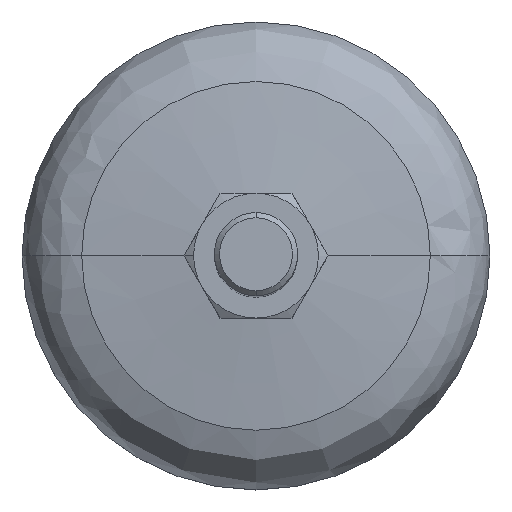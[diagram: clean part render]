
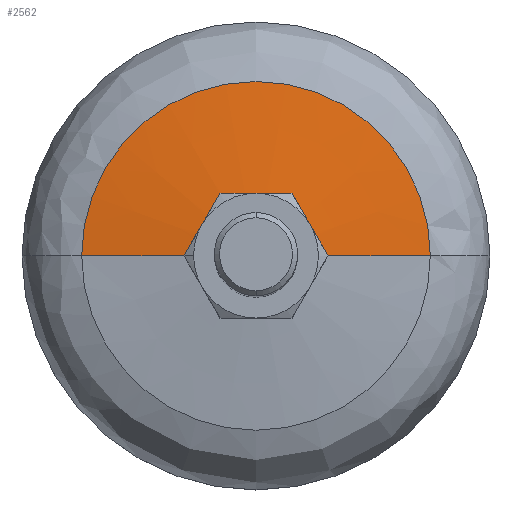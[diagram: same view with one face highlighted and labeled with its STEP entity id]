
A CAD part, top view. The second image highlights one B-rep face of the part: STEP entity #2562.
In plain terms, the highlighted conical face has half-angle 83.25 degrees and reference radius 33.528 mm.
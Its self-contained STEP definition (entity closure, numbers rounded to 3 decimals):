
#22 = DIRECTION ( 'NONE',  ( 0., 0., 1. ) ) ;
#48 = DIRECTION ( 'NONE',  ( -1., 0., 0. ) ) ;
#81 = EDGE_CURVE ( 'NONE', #2166, #2114, #1934, .T. ) ;
#208 = CARTESIAN_POINT ( 'NONE',  ( 0., 0., 21. ) ) ;
#259 = CARTESIAN_POINT ( 'NONE',  ( 0., 0., 21. ) ) ;
#261 = LINE ( 'NONE', #1670, #1580 ) ;
#272 = AXIS2_PLACEMENT_3D ( 'NONE', #2019, #1800, #347 ) ;
#282 = FACE_OUTER_BOUND ( 'NONE', #563, .T. ) ;
#293 = AXIS2_PLACEMENT_3D ( 'NONE', #1799, #1624, #2644 ) ;
#309 = ORIENTED_EDGE ( 'NONE', *, *, #610, .F. ) ;
#325 = AXIS2_PLACEMENT_3D ( 'NONE', #208, #22, #2300 ) ;
#347 = DIRECTION ( 'NONE',  ( -1., 0., 0. ) ) ;
#411 = DIRECTION ( 'NONE',  ( -0.993, 0., -0.118 ) ) ;
#438 = ORIENTED_EDGE ( 'NONE', *, *, #1234, .T. ) ;
#563 = EDGE_LOOP ( 'NONE', ( #309, #438, #1079, #1860, #1050, #2066 ) ) ;
#585 = VECTOR ( 'NONE', #2443, 1000. ) ;
#610 = EDGE_CURVE ( 'NONE', #777, #2114, #1613, .T. ) ;
#706 = CARTESIAN_POINT ( 'NONE',  ( 33.528, 0., 17.91 ) ) ;
#763 = VERTEX_POINT ( 'NONE', #1346 ) ;
#777 = VERTEX_POINT ( 'NONE', #2169 ) ;
#1050 = ORIENTED_EDGE ( 'NONE', *, *, #2658, .F. ) ;
#1079 = ORIENTED_EDGE ( 'NONE', *, *, #1265, .T. ) ;
#1132 = LINE ( 'NONE', #706, #585 ) ;
#1234 = EDGE_CURVE ( 'NONE', #777, #2035, #1132, .T. ) ;
#1253 = AXIS2_PLACEMENT_3D ( 'NONE', #259, #1512, #48 ) ;
#1265 = EDGE_CURVE ( 'NONE', #2035, #2013, #1439, .T. ) ;
#1346 = CARTESIAN_POINT ( 'NONE',  ( -7.42, 0., 21. ) ) ;
#1439 = CIRCLE ( 'NONE', #272, 33.528 ) ;
#1512 = DIRECTION ( 'NONE',  ( 0., 0., 1. ) ) ;
#1580 = VECTOR ( 'NONE', #411, 1000. ) ;
#1613 = CIRCLE ( 'NONE', #1253, 7.42 ) ;
#1624 = DIRECTION ( 'NONE',  ( 0., 0., -1. ) ) ;
#1670 = CARTESIAN_POINT ( 'NONE',  ( -33.528, 0., 17.91 ) ) ;
#1799 = CARTESIAN_POINT ( 'NONE',  ( 0., 0., 17.91 ) ) ;
#1800 = DIRECTION ( 'NONE',  ( 0., 0., 1. ) ) ;
#1809 = CIRCLE ( 'NONE', #325, 7.42 ) ;
#1860 = ORIENTED_EDGE ( 'NONE', *, *, #2697, .F. ) ;
#1934 = CIRCLE ( 'NONE', #2141, 7.42 ) ;
#2013 = VERTEX_POINT ( 'NONE', #2367 ) ;
#2019 = CARTESIAN_POINT ( 'NONE',  ( 0., 0., 17.91 ) ) ;
#2035 = VERTEX_POINT ( 'NONE', #2639 ) ;
#2066 = ORIENTED_EDGE ( 'NONE', *, *, #81, .T. ) ;
#2114 = VERTEX_POINT ( 'NONE', #2418 ) ;
#2141 = AXIS2_PLACEMENT_3D ( 'NONE', #2256, #2459, #2488 ) ;
#2166 = VERTEX_POINT ( 'NONE', #2444 ) ;
#2169 = CARTESIAN_POINT ( 'NONE',  ( 7.42, 0., 21. ) ) ;
#2256 = CARTESIAN_POINT ( 'NONE',  ( 0., 0., 21. ) ) ;
#2300 = DIRECTION ( 'NONE',  ( -1., 0., 0. ) ) ;
#2321 = CONICAL_SURFACE ( 'NONE', #293, 33.528, 1.453 ) ;
#2367 = CARTESIAN_POINT ( 'NONE',  ( -33.528, 0., 17.91 ) ) ;
#2418 = CARTESIAN_POINT ( 'NONE',  ( 3.578, 6.5, 21. ) ) ;
#2443 = DIRECTION ( 'NONE',  ( 0.993, 0., -0.118 ) ) ;
#2444 = CARTESIAN_POINT ( 'NONE',  ( -3.578, 6.5, 21. ) ) ;
#2459 = DIRECTION ( 'NONE',  ( 0., 0., -1. ) ) ;
#2488 = DIRECTION ( 'NONE',  ( -1., 0., 0. ) ) ;
#2562 = ADVANCED_FACE ( 'NONE', ( #282 ), #2321, .T. ) ;
#2639 = CARTESIAN_POINT ( 'NONE',  ( 33.528, 0., 17.91 ) ) ;
#2644 = DIRECTION ( 'NONE',  ( -1., 0., 0. ) ) ;
#2658 = EDGE_CURVE ( 'NONE', #2166, #763, #1809, .T. ) ;
#2697 = EDGE_CURVE ( 'NONE', #763, #2013, #261, .T. ) ;
